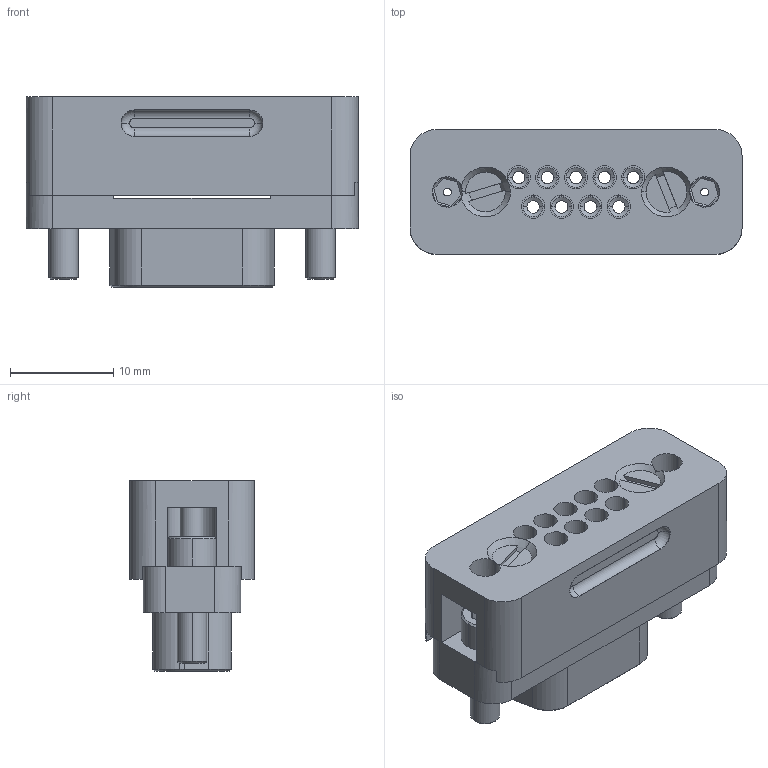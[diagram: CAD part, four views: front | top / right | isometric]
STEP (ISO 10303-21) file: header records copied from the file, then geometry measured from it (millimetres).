
FILE_DESCRIPTION (( 'STEP AP203' ), '1' );
FILE_NAME ('100440 ACCU-GLASS PRODUCTS, INC.STEP', '2010-08-19T16:21:55', ( ' ' ), ( ' ' ), 'SwSTEP 2.0', 'SolidWorks 2006004', '' );
FILE_SCHEMA (( 'CONFIG_CONTROL_DESIGN' ));
Length unit declared in the file: inch
Products named in the file (1): 100440 ACCU-GLASS PRODUCTS, INC
Bounding box: 32.13 x 12.06 x 18.41 mm (x, y, z)
Volume: 4137.6 mm3; surface area: 4199.6 mm2
Topology: 1 solids, 1 shells, 639 faces, 1740 edges, 1128 vertices
Faces by surface type: bspline 270, plane 249, cylinder 110, torus 10
Entity records: 24211 total; most frequent: CARTESIAN_POINT 9595, ORIENTED_EDGE 3480, DIRECTION 2237, EDGE_CURVE 1740, VERTEX_POINT 1128, VECTOR 925, LINE 925, EDGE_LOOP 710
